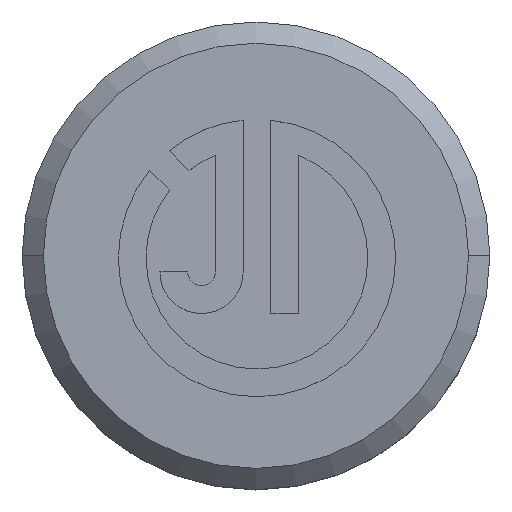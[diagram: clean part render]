
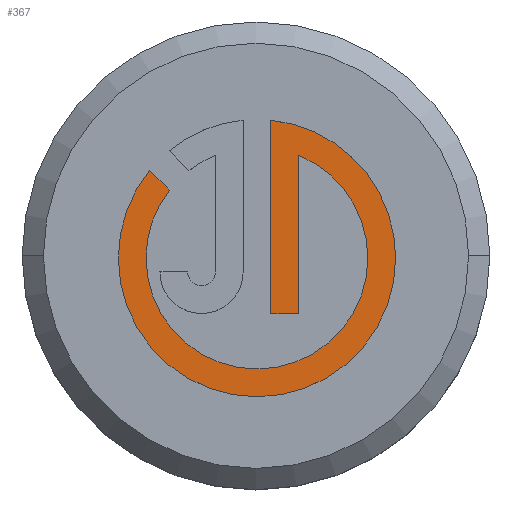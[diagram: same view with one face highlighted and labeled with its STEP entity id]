
A CAD part, top view. The second image highlights one B-rep face of the part: STEP entity #367.
In plain terms, the highlighted planar face has unit normal (0, 0, 1).
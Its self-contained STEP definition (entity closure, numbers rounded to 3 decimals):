
#1 = DIRECTION ( 'NONE',  ( -1., 0., 0. ) ) ;
#20 = DIRECTION ( 'NONE',  ( -1., 0., 0. ) ) ;
#24 = DIRECTION ( 'NONE',  ( 0., 0., -1. ) ) ;
#29 = CIRCLE ( 'NONE', #829, 2.608 ) ;
#31 = CARTESIAN_POINT ( 'NONE',  ( 0.023, -0.053, 49.9 ) ) ;
#46 = EDGE_LOOP ( 'NONE', ( #379, #758, #77, #1695, #1010, #1544, #1088, #623, #1344, #1195 ) ) ;
#77 = ORIENTED_EDGE ( 'NONE', *, *, #345, .T. ) ;
#120 = CARTESIAN_POINT ( 'NONE',  ( 0.349, 0., 49.9 ) ) ;
#183 = VERTEX_POINT ( 'NONE', #1918 ) ;
#197 = LINE ( 'NONE', #1160, #1760 ) ;
#214 = DIRECTION ( 'NONE',  ( 0., 0., -1. ) ) ;
#253 = LINE ( 'NONE', #319, #1809 ) ;
#319 = CARTESIAN_POINT ( 'NONE',  ( 0., -1.357, 49.9 ) ) ;
#333 = CARTESIAN_POINT ( 'NONE',  ( 0.023, -0.053, 49.9 ) ) ;
#345 = EDGE_CURVE ( 'NONE', #778, #183, #1634, .T. ) ;
#357 = CARTESIAN_POINT ( 'NONE',  ( -2.586, -0.053, 49.9 ) ) ;
#365 = CARTESIAN_POINT ( 'NONE',  ( 1.001, -1.357, 49.9 ) ) ;
#367 = ADVANCED_FACE ( 'NONE', ( #1236 ), #1748, .T. ) ;
#379 = ORIENTED_EDGE ( 'NONE', *, *, #613, .T. ) ;
#401 = DIRECTION ( 'NONE',  ( -0.707, 0.707, 0. ) ) ;
#492 = DIRECTION ( 'NONE',  ( 1., 0., 0. ) ) ;
#522 = DIRECTION ( 'NONE',  ( 0., 0., 1. ) ) ;
#561 = LINE ( 'NONE', #120, #1019 ) ;
#613 = EDGE_CURVE ( 'NONE', #693, #855, #1239, .T. ) ;
#623 = ORIENTED_EDGE ( 'NONE', *, *, #1603, .T. ) ;
#682 = EDGE_CURVE ( 'NONE', #1117, #1179, #759, .T. ) ;
#693 = VERTEX_POINT ( 'NONE', #1542 ) ;
#699 = EDGE_CURVE ( 'NONE', #921, #693, #704, .T. ) ;
#704 = LINE ( 'NONE', #815, #1833 ) ;
#755 = DIRECTION ( 'NONE',  ( 0., -1., 0. ) ) ;
#758 = ORIENTED_EDGE ( 'NONE', *, *, #895, .T. ) ;
#759 = CIRCLE ( 'NONE', #1882, 3.261 ) ;
#778 = VERTEX_POINT ( 'NONE', #357 ) ;
#793 = EDGE_CURVE ( 'NONE', #1426, #1907, #1008, .T. ) ;
#815 = CARTESIAN_POINT ( 'NONE',  ( 1.001, 0., 49.9 ) ) ;
#829 = AXIS2_PLACEMENT_3D ( 'NONE', #1127, #214, #1277 ) ;
#854 = CARTESIAN_POINT ( 'NONE',  ( 2.631, -0.053, 49.9 ) ) ;
#855 = VERTEX_POINT ( 'NONE', #854 ) ;
#895 = EDGE_CURVE ( 'NONE', #855, #778, #29, .T. ) ;
#911 = CARTESIAN_POINT ( 'NONE',  ( 0.023, -0.053, 49.9 ) ) ;
#921 = VERTEX_POINT ( 'NONE', #365 ) ;
#928 = CIRCLE ( 'NONE', #1900, 3.261 ) ;
#946 = DIRECTION ( 'NONE',  ( 0., 0., -1. ) ) ;
#951 = DIRECTION ( 'NONE',  ( 1., 0., 0. ) ) ;
#1008 = CIRCLE ( 'NONE', #1158, 3.261 ) ;
#1010 = ORIENTED_EDGE ( 'NONE', *, *, #793, .T. ) ;
#1019 = VECTOR ( 'NONE', #755, 1000. ) ;
#1048 = AXIS2_PLACEMENT_3D ( 'NONE', #31, #24, #20 ) ;
#1056 = DIRECTION ( 'NONE',  ( 1., 0., 0. ) ) ;
#1088 = ORIENTED_EDGE ( 'NONE', *, *, #682, .T. ) ;
#1117 = VERTEX_POINT ( 'NONE', #1331 ) ;
#1127 = CARTESIAN_POINT ( 'NONE',  ( 0.023, -0.053, 49.9 ) ) ;
#1158 = AXIS2_PLACEMENT_3D ( 'NONE', #1423, #522, #1570 ) ;
#1160 = CARTESIAN_POINT ( 'NONE',  ( -2.038, 1.546, 49.9 ) ) ;
#1179 = VERTEX_POINT ( 'NONE', #1939 ) ;
#1195 = ORIENTED_EDGE ( 'NONE', *, *, #699, .T. ) ;
#1236 = FACE_OUTER_BOUND ( 'NONE', #46, .T. ) ;
#1239 = CIRCLE ( 'NONE', #1296, 2.608 ) ;
#1270 = EDGE_CURVE ( 'NONE', #183, #1426, #197, .T. ) ;
#1277 = DIRECTION ( 'NONE',  ( -1., 0., 0. ) ) ;
#1285 = CARTESIAN_POINT ( 'NONE',  ( -3.238, -0.053, 49.9 ) ) ;
#1296 = AXIS2_PLACEMENT_3D ( 'NONE', #1822, #946, #1 ) ;
#1331 = CARTESIAN_POINT ( 'NONE',  ( 3.283, -0.053, 49.9 ) ) ;
#1344 = ORIENTED_EDGE ( 'NONE', *, *, #1826, .T. ) ;
#1392 = DIRECTION ( 'NONE',  ( 0., 0., 1. ) ) ;
#1423 = CARTESIAN_POINT ( 'NONE',  ( 0.023, -0.053, 49.9 ) ) ;
#1426 = VERTEX_POINT ( 'NONE', #1656 ) ;
#1530 = AXIS2_PLACEMENT_3D ( 'NONE', #1737, #1614, #1598 ) ;
#1542 = CARTESIAN_POINT ( 'NONE',  ( 1.001, 2.365, 49.9 ) ) ;
#1544 = ORIENTED_EDGE ( 'NONE', *, *, #1660, .T. ) ;
#1570 = DIRECTION ( 'NONE',  ( 1., 0., 0. ) ) ;
#1598 = DIRECTION ( 'NONE',  ( 1., 0., 0. ) ) ;
#1603 = EDGE_CURVE ( 'NONE', #1179, #1912, #561, .T. ) ;
#1614 = DIRECTION ( 'NONE',  ( 0., 0., 1. ) ) ;
#1634 = CIRCLE ( 'NONE', #1048, 2.608 ) ;
#1656 = CARTESIAN_POINT ( 'NONE',  ( -2.502, 2.01, 49.9 ) ) ;
#1660 = EDGE_CURVE ( 'NONE', #1907, #1117, #928, .T. ) ;
#1695 = ORIENTED_EDGE ( 'NONE', *, *, #1270, .T. ) ;
#1737 = CARTESIAN_POINT ( 'NONE',  ( 0., 0., 49.9 ) ) ;
#1748 = PLANE ( 'NONE',  #1530 ) ;
#1760 = VECTOR ( 'NONE', #401, 1000. ) ;
#1809 = VECTOR ( 'NONE', #951, 1000. ) ;
#1822 = CARTESIAN_POINT ( 'NONE',  ( 0.023, -0.053, 49.9 ) ) ;
#1826 = EDGE_CURVE ( 'NONE', #1912, #921, #253, .T. ) ;
#1833 = VECTOR ( 'NONE', #1844, 1000. ) ;
#1844 = DIRECTION ( 'NONE',  ( 0., 1., 0. ) ) ;
#1872 = CARTESIAN_POINT ( 'NONE',  ( 0.349, -1.357, 49.9 ) ) ;
#1882 = AXIS2_PLACEMENT_3D ( 'NONE', #333, #1392, #492 ) ;
#1900 = AXIS2_PLACEMENT_3D ( 'NONE', #911, #1935, #1056 ) ;
#1907 = VERTEX_POINT ( 'NONE', #1285 ) ;
#1912 = VERTEX_POINT ( 'NONE', #1872 ) ;
#1918 = CARTESIAN_POINT ( 'NONE',  ( -2.038, 1.546, 49.9 ) ) ;
#1935 = DIRECTION ( 'NONE',  ( 0., 0., 1. ) ) ;
#1939 = CARTESIAN_POINT ( 'NONE',  ( 0.349, 3.191, 49.9 ) ) ;
